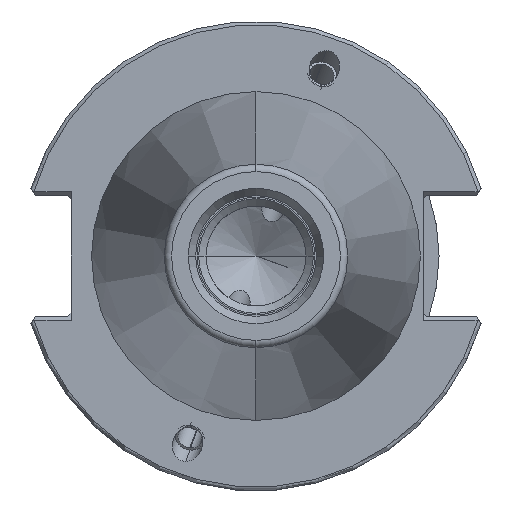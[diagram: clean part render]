
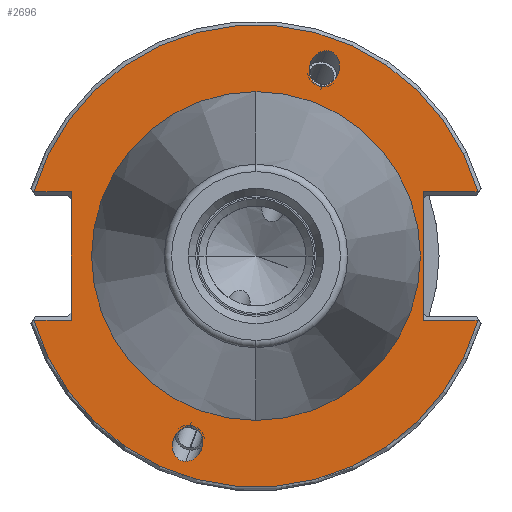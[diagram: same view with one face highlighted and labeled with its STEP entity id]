
A CAD part, left-side view. The second image highlights one B-rep face of the part: STEP entity #2696.
In plain terms, the highlighted planar face has unit normal (-1, 0, 0).
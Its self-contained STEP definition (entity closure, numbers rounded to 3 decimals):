
#116=CARTESIAN_POINT('',(3.175,0.,0.));
#117=DIRECTION('',(1.,0.,0.));
#118=DIRECTION('',(0.,1.,0.));
#119=AXIS2_PLACEMENT_3D('',#116,#117,#118);
#121=CARTESIAN_POINT('',(3.175,0.,0.));
#122=DIRECTION('',(1.,0.,0.));
#123=DIRECTION('',(0.,-1.,0.));
#124=AXIS2_PLACEMENT_3D('',#121,#122,#123);
#126=CARTESIAN_POINT('',(3.175,9.498,-27.766));
#127=CARTESIAN_POINT('',(3.175,9.257,-27.766));
#128=CARTESIAN_POINT('',(3.175,8.727,-27.663));
#129=CARTESIAN_POINT('',(3.175,7.941,-27.117));
#130=CARTESIAN_POINT('',(3.175,7.379,-26.257));
#131=CARTESIAN_POINT('',(3.175,7.151,-25.372));
#132=CARTESIAN_POINT('',(3.175,7.185,-24.486));
#133=CARTESIAN_POINT('',(3.175,7.557,-23.627));
#134=CARTESIAN_POINT('',(3.175,8.223,-23.08));
#135=CARTESIAN_POINT('',(3.175,8.731,-22.978));
#136=CARTESIAN_POINT('',(3.175,8.971,-22.978));
#138=CARTESIAN_POINT('',(3.175,8.971,-22.978));
#139=CARTESIAN_POINT('',(3.175,9.212,-22.978));
#140=CARTESIAN_POINT('',(3.175,9.742,-23.08));
#141=CARTESIAN_POINT('',(3.175,10.528,-23.627));
#142=CARTESIAN_POINT('',(3.175,11.09,-24.486));
#143=CARTESIAN_POINT('',(3.175,11.318,-25.372));
#144=CARTESIAN_POINT('',(3.175,11.284,-26.257));
#145=CARTESIAN_POINT('',(3.175,10.912,-27.117));
#146=CARTESIAN_POINT('',(3.175,10.246,-27.663));
#147=CARTESIAN_POINT('',(3.175,9.738,-27.766));
#148=CARTESIAN_POINT('',(3.175,9.498,-27.766));
#150=CARTESIAN_POINT('',(3.175,-9.498,27.766));
#151=CARTESIAN_POINT('',(3.175,-9.257,27.766));
#152=CARTESIAN_POINT('',(3.175,-8.727,27.663));
#153=CARTESIAN_POINT('',(3.175,-7.941,27.117));
#154=CARTESIAN_POINT('',(3.175,-7.379,26.257));
#155=CARTESIAN_POINT('',(3.175,-7.151,25.372));
#156=CARTESIAN_POINT('',(3.175,-7.185,24.486));
#157=CARTESIAN_POINT('',(3.175,-7.557,23.627));
#158=CARTESIAN_POINT('',(3.175,-8.223,23.08));
#159=CARTESIAN_POINT('',(3.175,-8.731,22.978));
#160=CARTESIAN_POINT('',(3.175,-8.971,22.978));
#162=CARTESIAN_POINT('',(3.175,-8.971,22.978));
#163=CARTESIAN_POINT('',(3.175,-9.212,22.978));
#164=CARTESIAN_POINT('',(3.175,-9.742,23.08));
#165=CARTESIAN_POINT('',(3.175,-10.528,23.627));
#166=CARTESIAN_POINT('',(3.175,-11.09,24.486));
#167=CARTESIAN_POINT('',(3.175,-11.318,25.372));
#168=CARTESIAN_POINT('',(3.175,-11.284,26.257));
#169=CARTESIAN_POINT('',(3.175,-10.912,27.117));
#170=CARTESIAN_POINT('',(3.175,-10.246,27.663));
#171=CARTESIAN_POINT('',(3.175,-9.738,27.766));
#172=CARTESIAN_POINT('',(3.175,-9.498,27.766));
#174=DIRECTION('',(0.,-1.,0.));
#175=VECTOR('',#174,5.017);
#176=CARTESIAN_POINT('',(3.175,30.017,8.69));
#177=LINE('',#176,#175);
#178=DIRECTION('',(0.,-1.,0.));
#179=VECTOR('',#178,7.417);
#180=CARTESIAN_POINT('',(3.175,-22.6,8.69));
#181=LINE('',#180,#179);
#182=DIRECTION('',(0.,1.,0.));
#183=VECTOR('',#182,7.417);
#184=CARTESIAN_POINT('',(3.175,-30.017,-8.69));
#185=LINE('',#184,#183);
#186=DIRECTION('',(0.,1.,0.));
#187=VECTOR('',#186,5.017);
#188=CARTESIAN_POINT('',(3.175,25.,-8.69));
#189=LINE('',#188,#187);
#1449=DIRECTION('',(0.,0.,-1.));
#1450=VECTOR('',#1449,17.38);
#1451=CARTESIAN_POINT('',(3.175,25.,8.69));
#1452=LINE('',#1451,#1450);
#1748=CARTESIAN_POINT('',(3.175,0.,0.));
#1749=DIRECTION('',(-1.,0.,0.));
#1750=DIRECTION('',(0.,0.961,-0.278));
#1751=AXIS2_PLACEMENT_3D('',#1748,#1749,#1750);
#1820=CARTESIAN_POINT('',(3.175,0.,0.));
#1821=DIRECTION('',(-1.,0.,0.));
#1822=DIRECTION('',(0.,-0.961,0.278));
#1823=AXIS2_PLACEMENT_3D('',#1820,#1821,#1822);
#1878=DIRECTION('',(0.,0.,1.));
#1879=VECTOR('',#1878,17.38);
#1880=CARTESIAN_POINT('',(3.175,-22.6,-8.69));
#1881=LINE('',#1880,#1879);
#2157=CARTESIAN_POINT('',(3.175,22.2,0.));
#2158=CARTESIAN_POINT('',(3.175,-22.2,0.));
#2159=VERTEX_POINT('',#2157);
#2160=VERTEX_POINT('',#2158);
#2223=VERTEX_POINT('',#126);
#2224=VERTEX_POINT('',#136);
#2261=CARTESIAN_POINT('',(3.175,30.017,8.69));
#2262=CARTESIAN_POINT('',(3.175,25.,8.69));
#2263=VERTEX_POINT('',#2261);
#2264=VERTEX_POINT('',#2262);
#2269=CARTESIAN_POINT('',(3.175,25.,-8.69));
#2270=CARTESIAN_POINT('',(3.175,30.017,-8.69));
#2271=VERTEX_POINT('',#2269);
#2272=VERTEX_POINT('',#2270);
#2277=CARTESIAN_POINT('',(3.175,-22.6,8.69));
#2278=CARTESIAN_POINT('',(3.175,-30.017,8.69));
#2279=VERTEX_POINT('',#2277);
#2280=VERTEX_POINT('',#2278);
#2285=CARTESIAN_POINT('',(3.175,-30.017,
-8.69));
#2286=CARTESIAN_POINT('',(3.175,-22.6,-8.69));
#2287=VERTEX_POINT('',#2285);
#2288=VERTEX_POINT('',#2286);
#2323=CARTESIAN_POINT('',(3.175,-9.498,27.766));
#2324=VERTEX_POINT('',#2323);
#2325=CARTESIAN_POINT('',(3.175,-8.971,22.978));
#2326=VERTEX_POINT('',#2325);
#2657=CARTESIAN_POINT('',(3.175,0.,0.));
#2658=DIRECTION('',(1.,0.,0.));
#2659=DIRECTION('',(0.,0.,1.));
#2660=AXIS2_PLACEMENT_3D('',#2657,#2658,#2659);
#2661=PLANE('',#2660);
#2663=ORIENTED_EDGE('',*,*,#2662,.F.);
#2665=ORIENTED_EDGE('',*,*,#2664,.F.);
#2667=ORIENTED_EDGE('',*,*,#2666,.F.);
#2669=ORIENTED_EDGE('',*,*,#2668,.F.);
#2671=ORIENTED_EDGE('',*,*,#2670,.F.);
#2673=ORIENTED_EDGE('',*,*,#2672,.F.);
#2675=ORIENTED_EDGE('',*,*,#2674,.F.);
#2677=ORIENTED_EDGE('',*,*,#2676,.F.);
#2678=EDGE_LOOP('',(#2663,#2665,#2667,#2669,#2671,#2673,#2675,#2677));
#2679=FACE_OUTER_BOUND('',#2678,.F.);
#2681=ORIENTED_EDGE('',*,*,#2680,.T.);
#2683=ORIENTED_EDGE('',*,*,#2682,.T.);
#2684=EDGE_LOOP('',(#2681,#2683));
#2685=FACE_BOUND('',#2684,.F.);
#2687=ORIENTED_EDGE('',*,*,#2686,.T.);
#2689=ORIENTED_EDGE('',*,*,#2688,.T.);
#2690=EDGE_LOOP('',(#2687,#2689));
#2691=FACE_BOUND('',#2690,.F.);
#2692=ORIENTED_EDGE('',*,*,#2610,.F.);
#2693=ORIENTED_EDGE('',*,*,#2625,.F.);
#2694=EDGE_LOOP('',(#2692,#2693));
#2695=FACE_BOUND('',#2694,.F.);
#2696=ADVANCED_FACE('',(#2679,#2685,#2691,#2695),#2661,.F.);
#120=CIRCLE('',#119,22.2);
#125=CIRCLE('',#124,22.2);
#137=B_SPLINE_CURVE_WITH_KNOTS('',3,(#126,#127,#128,#129,#130,#131,#132,#133,
#134,#135,#136),.UNSPECIFIED.,.F.,.F.,(4,1,1,1,1,1,1,1,4),(0.,0.125,0.25,
0.375,0.5,0.625,0.75,0.875,1.),.UNSPECIFIED.);
#149=B_SPLINE_CURVE_WITH_KNOTS('',3,(#138,#139,#140,#141,#142,#143,#144,#145,
#146,#147,#148),.UNSPECIFIED.,.F.,.F.,(4,1,1,1,1,1,1,1,4),(0.,0.125,0.25,
0.375,0.5,0.625,0.75,0.875,1.),.UNSPECIFIED.);
#161=B_SPLINE_CURVE_WITH_KNOTS('',3,(#150,#151,#152,#153,#154,#155,#156,#157,
#158,#159,#160),.UNSPECIFIED.,.F.,.F.,(4,1,1,1,1,1,1,1,4),(0.,0.125,0.25,
0.375,0.5,0.625,0.75,0.875,1.),.UNSPECIFIED.);
#173=B_SPLINE_CURVE_WITH_KNOTS('',3,(#162,#163,#164,#165,#166,#167,#168,#169,
#170,#171,#172),.UNSPECIFIED.,.F.,.F.,(4,1,1,1,1,1,1,1,4),(0.,0.125,0.25,
0.375,0.5,0.625,0.75,0.875,1.),.UNSPECIFIED.);
#1752=CIRCLE('',#1751,31.25);
#1824=CIRCLE('',#1823,31.25);
#2610=EDGE_CURVE('',#2159,#2160,#120,.T.);
#2625=EDGE_CURVE('',#2160,#2159,#125,.T.);
#2662=EDGE_CURVE('',#2263,#2264,#177,.T.);
#2664=EDGE_CURVE('',#2280,#2263,#1824,.T.);
#2666=EDGE_CURVE('',#2279,#2280,#181,.T.);
#2668=EDGE_CURVE('',#2288,#2279,#1881,.T.);
#2670=EDGE_CURVE('',#2287,#2288,#185,.T.);
#2672=EDGE_CURVE('',#2272,#2287,#1752,.T.);
#2674=EDGE_CURVE('',#2271,#2272,#189,.T.);
#2676=EDGE_CURVE('',#2264,#2271,#1452,.T.);
#2680=EDGE_CURVE('',#2223,#2224,#137,.T.);
#2682=EDGE_CURVE('',#2224,#2223,#149,.T.);
#2686=EDGE_CURVE('',#2324,#2326,#161,.T.);
#2688=EDGE_CURVE('',#2326,#2324,#173,.T.);
